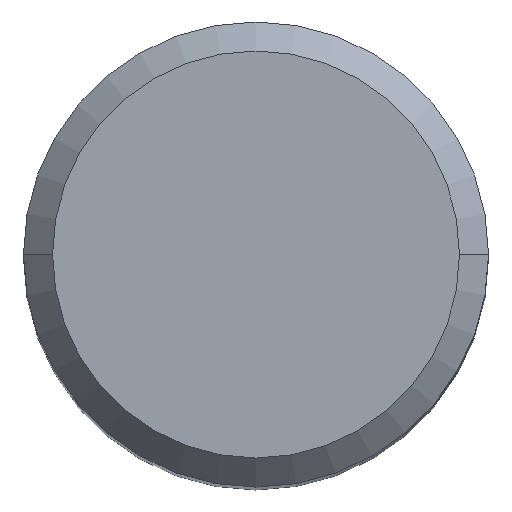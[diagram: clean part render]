
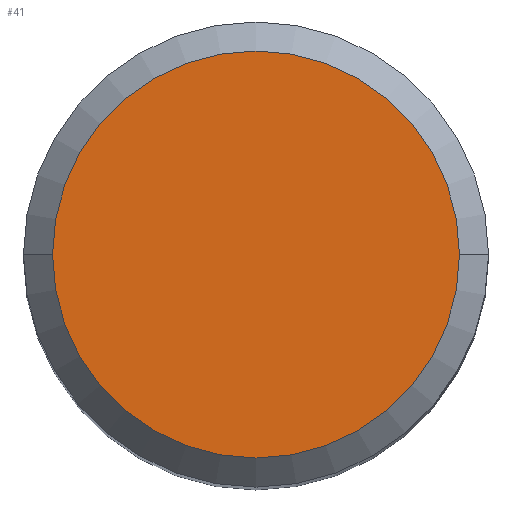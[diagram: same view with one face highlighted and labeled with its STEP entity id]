
A CAD part, top view. The second image highlights one B-rep face of the part: STEP entity #41.
In plain terms, the highlighted planar face has unit normal (0, 0, 1).
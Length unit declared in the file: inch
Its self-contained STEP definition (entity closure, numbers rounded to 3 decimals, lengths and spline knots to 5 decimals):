
#19 = AXIS2_PLACEMENT_3D ( 'NONE', #75, #150, #429 ) ;
#41 = ADVANCED_FACE ( 'NONE', ( #111 ), #78, .F. ) ;
#75 = CARTESIAN_POINT ( 'NONE',  ( 0., 0., 0. ) ) ;
#78 = PLANE ( 'NONE',  #19 ) ;
#111 = FACE_OUTER_BOUND ( 'NONE', #241, .T. ) ;
#148 = CARTESIAN_POINT ( 'NONE',  ( -0.21875, 0., 0. ) ) ;
#150 = DIRECTION ( 'NONE',  ( 0., 0., -1. ) ) ;
#154 = CARTESIAN_POINT ( 'NONE',  ( 0., 0., 0. ) ) ;
#162 = VERTEX_POINT ( 'NONE', #148 ) ;
#169 = CARTESIAN_POINT ( 'NONE',  ( 0., 0., 0. ) ) ;
#171 = AXIS2_PLACEMENT_3D ( 'NONE', #154, #274, #403 ) ;
#177 = DIRECTION ( 'NONE',  ( 0., 0., 1. ) ) ;
#241 = EDGE_LOOP ( 'NONE', ( #268, #342 ) ) ;
#252 = VERTEX_POINT ( 'NONE', #407 ) ;
#268 = ORIENTED_EDGE ( 'NONE', *, *, #282, .T. ) ;
#274 = DIRECTION ( 'NONE',  ( 0., 0., 1. ) ) ;
#279 = DIRECTION ( 'NONE',  ( 1., 0., 0. ) ) ;
#282 = EDGE_CURVE ( 'NONE', #162, #252, #319, .T. ) ;
#319 = CIRCLE ( 'NONE', #171, 0.21875 ) ;
#342 = ORIENTED_EDGE ( 'NONE', *, *, #433, .T. ) ;
#403 = DIRECTION ( 'NONE',  ( 1., 0., 0. ) ) ;
#407 = CARTESIAN_POINT ( 'NONE',  ( 0.21875, 0., 0. ) ) ;
#429 = DIRECTION ( 'NONE',  ( -1., 0., 0. ) ) ;
#433 = EDGE_CURVE ( 'NONE', #252, #162, #435, .T. ) ;
#435 = CIRCLE ( 'NONE', #442, 0.21875 ) ;
#442 = AXIS2_PLACEMENT_3D ( 'NONE', #169, #177, #279 ) ;
